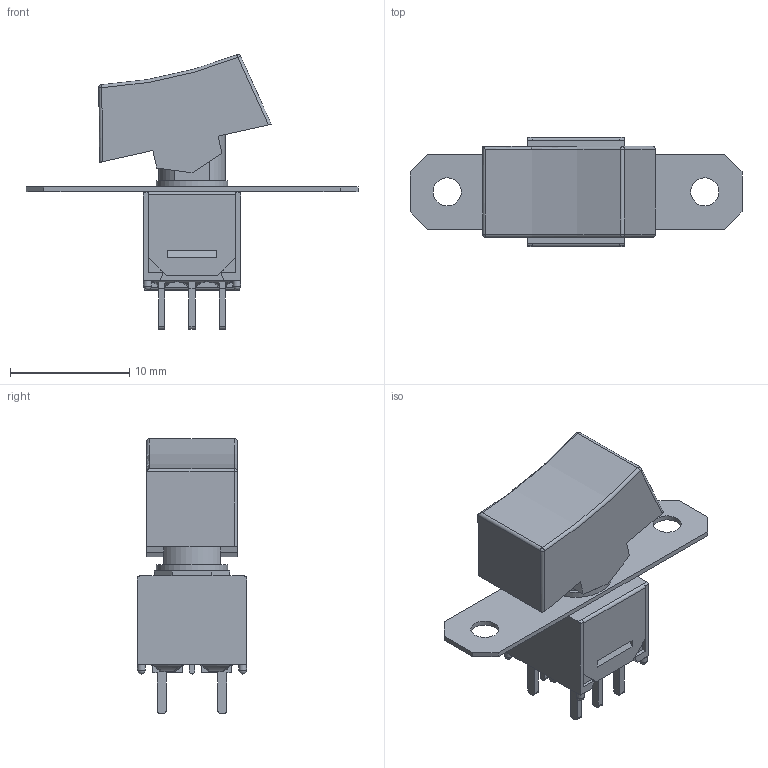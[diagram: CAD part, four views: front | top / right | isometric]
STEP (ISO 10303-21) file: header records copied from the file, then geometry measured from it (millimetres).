
FILE_DESCRIPTION((' '),'2;1');
FILE_NAME('400MDPxR1xxxM2xE.stp','2017-07-20T11:36:22',(' '),(' '),' ','ACIS',' ');
FILE_SCHEMA(('CONFIG_CONTROL_DESIGN'));
Length unit declared in the file: inch
Products named in the file (1): 400MDPxR1xxxM2xE.stp
Bounding box: 27.81 x 9.14 x 23.02 mm (x, y, z)
Volume: 762.1 mm3; surface area: 1831.6 mm2
Topology: 1 solids, 2 shells, 257 faces, 709 edges, 459 vertices
Faces by surface type: plane 187, cylinder 45, bspline 16, sphere 7, torus 2
Full cylindrical faces by diameter (mm): 0.65 x4, 2.36 x2, 3.25 x1, 6 x1
Entity records: 10990 total; most frequent: CARTESIAN_POINT 4466, ORIENTED_EDGE 1380, DIRECTION 1242, EDGE_CURVE 690, VECTOR 522, LINE 522, VERTEX_POINT 453, AXIS2_PLACEMENT_3D 360
